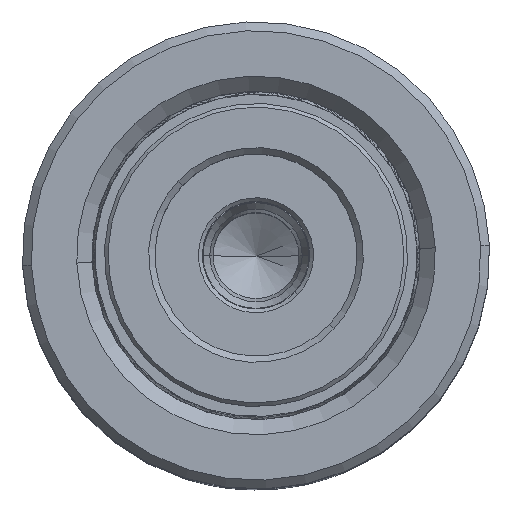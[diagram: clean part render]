
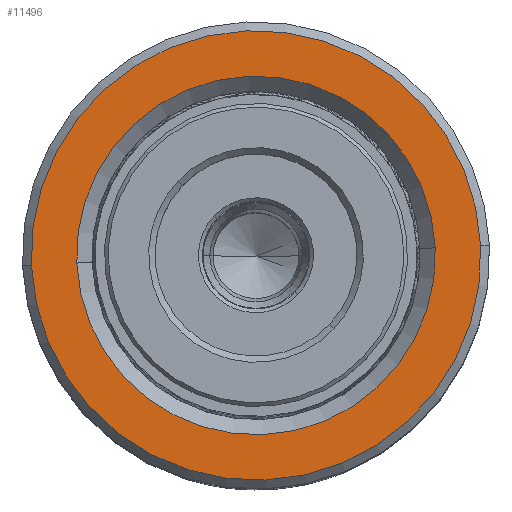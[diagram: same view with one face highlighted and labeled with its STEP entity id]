
A CAD part, top view. The second image highlights one B-rep face of the part: STEP entity #11496.
In plain terms, the highlighted planar face has unit normal (0, 0, 1).
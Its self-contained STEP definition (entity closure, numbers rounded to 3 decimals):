
#179 = AXIS2_PLACEMENT_3D ( 'NONE', #28285, #6979, #7159 ) ;
#1707 = DIRECTION ( 'NONE',  ( 1., 0., 0. ) ) ;
#2071 = DIRECTION ( 'NONE',  ( 0., 0., 1. ) ) ;
#2434 = DIRECTION ( 'NONE',  ( 0., 0., 1. ) ) ;
#4736 = CARTESIAN_POINT ( 'NONE',  ( 0., 0., 50. ) ) ;
#4827 = DIRECTION ( 'NONE',  ( 1., 0., 0. ) ) ;
#6979 = DIRECTION ( 'NONE',  ( 0., 0., -1. ) ) ;
#7159 = DIRECTION ( 'NONE',  ( 1., 0., 0. ) ) ;
#7326 = CARTESIAN_POINT ( 'NONE',  ( 17.8, 0., 50. ) ) ;
#7396 = FACE_BOUND ( 'NONE', #16634, .T. ) ;
#7598 = ORIENTED_EDGE ( 'NONE', *, *, #7754, .T. ) ;
#7754 = EDGE_CURVE ( 'NONE', #22394, #15994, #28599, .T. ) ;
#8572 = EDGE_CURVE ( 'NONE', #16662, #25962, #20645, .T. ) ;
#9700 = ORIENTED_EDGE ( 'NONE', *, *, #30637, .T. ) ;
#9870 = ORIENTED_EDGE ( 'NONE', *, *, #8572, .T. ) ;
#10621 = DIRECTION ( 'NONE',  ( 1., 0., 0. ) ) ;
#11496 = ADVANCED_FACE ( 'NONE', ( #15384, #7396 ), #18214, .T. ) ;
#12027 = DIRECTION ( 'NONE',  ( 0., 0., -1. ) ) ;
#12202 = CARTESIAN_POINT ( 'NONE',  ( 0., 0., 50. ) ) ;
#12899 = DIRECTION ( 'NONE',  ( 1., 0., 0. ) ) ;
#13468 = CARTESIAN_POINT ( 'NONE',  ( -14.2, 0., 50. ) ) ;
#15384 = FACE_OUTER_BOUND ( 'NONE', #19361, .T. ) ;
#15994 = VERTEX_POINT ( 'NONE', #7326 ) ;
#16629 = CIRCLE ( 'NONE', #28514, 17.8 ) ;
#16634 = EDGE_LOOP ( 'NONE', ( #9870, #9700 ) ) ;
#16662 = VERTEX_POINT ( 'NONE', #21441 ) ;
#17192 = CIRCLE ( 'NONE', #179, 14.2 ) ;
#18214 = PLANE ( 'NONE',  #24256 ) ;
#19361 = EDGE_LOOP ( 'NONE', ( #7598, #23980 ) ) ;
#20645 = CIRCLE ( 'NONE', #25183, 14.2 ) ;
#21441 = CARTESIAN_POINT ( 'NONE',  ( 14.2, 0., 50. ) ) ;
#22394 = VERTEX_POINT ( 'NONE', #23303 ) ;
#23303 = CARTESIAN_POINT ( 'NONE',  ( -17.8, 0., 50. ) ) ;
#23980 = ORIENTED_EDGE ( 'NONE', *, *, #30113, .T. ) ;
#24256 = AXIS2_PLACEMENT_3D ( 'NONE', #4736, #2071, #12899 ) ;
#25183 = AXIS2_PLACEMENT_3D ( 'NONE', #12202, #12027, #1707 ) ;
#25962 = VERTEX_POINT ( 'NONE', #13468 ) ;
#26589 = CARTESIAN_POINT ( 'NONE',  ( 0., 0., 50. ) ) ;
#28285 = CARTESIAN_POINT ( 'NONE',  ( 0., 0., 50. ) ) ;
#28514 = AXIS2_PLACEMENT_3D ( 'NONE', #31477, #34334, #4827 ) ;
#28599 = CIRCLE ( 'NONE', #33723, 17.8 ) ;
#30113 = EDGE_CURVE ( 'NONE', #15994, #22394, #16629, .T. ) ;
#30637 = EDGE_CURVE ( 'NONE', #25962, #16662, #17192, .T. ) ;
#31477 = CARTESIAN_POINT ( 'NONE',  ( 0., 0., 50. ) ) ;
#33723 = AXIS2_PLACEMENT_3D ( 'NONE', #26589, #2434, #10621 ) ;
#34334 = DIRECTION ( 'NONE',  ( 0., 0., 1. ) ) ;
